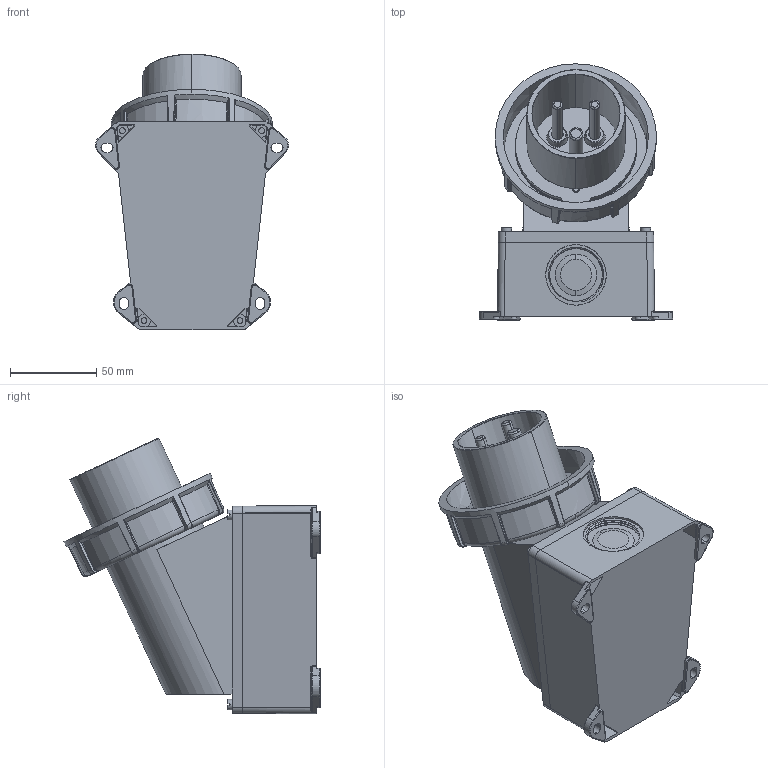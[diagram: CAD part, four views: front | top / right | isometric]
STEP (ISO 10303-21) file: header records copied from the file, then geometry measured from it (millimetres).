
FILE_DESCRIPTION (( 'STEP AP203' ), '1' );
FILE_NAME ('PSR51-032-3-0-67 Âèëêà ñòö. ÑÑÈ-5232 IP67 IEK.STEP', '2025-01-22T12:54:34', ( '' ), ( '' ), 'SwSTEP 2.0', 'SolidWorks 2022', '' );
FILE_SCHEMA (( 'CONFIG_CONTROL_DESIGN' ));
Length unit declared in the file: millimetre
Products named in the file (15): QX100611.stp.STEP^PSR51-032-3-0-67 Вилка стц. ССИ-5232 IP67 IEK; QX10063.stp.STEP^PSR51-032-3-0-67 Вилка стц. ССИ-5232 IP67 IEK; QX10068.stp.STEP^PSR51-032-3-0-67 Вилка стц. ССИ-5232 IP67 IEK; QX10067.stp.STEP^PSR51-032-3-0-67 Вилка стц. ССИ-5232 IP67 IEK; QX10064.stp.STEP^PSR51-032-3-0-67 Вилка стц. ССИ-5232 IP67 IEK; QX100613.stp.STEP^PSR51-032-3-0-67 Вилка стц. ССИ-5232 IP67 IEK; PSR51-032-3-0-67 Вилка стц. ССИ-5232 IP67 IEK; QX10069.stp.STEP^PSR51-032-3-0-67 Вилка стц. ССИ-5232 IP67 IEK; QX10066.stp.STEP^PSR51-032-3-0-67 Вилка стц. ССИ-5232 IP67 IEK; QX10065.stp.STEP^PSR51-032-3-0-67 Вилка стц. ССИ-5232 IP67 IEK; QX100612.stp.STEP^PSR51-032-3-0-67 Вилка стц. ССИ-5232 IP67 IEK; QX10061.stp.STEP^PSR51-032-3-0-67 Вилка стц. ССИ-5232 IP67 IEK; QX100614.stp.STEP^PSR51-032-3-0-67 Вилка стц. ССИ-5232 IP67 IEK; QX100610.stp.STEP^PSR51-032-3-0-67 Вилка стц. ССИ-5232 IP67 IEK; QX10062.stp.STEP^PSR51-032-3-0-67 Вилка стц. ССИ-5232 IP67 IEK
Assembly tree (14 placements, depth 2):
  PSR51-032-3-0-67 Вилка стц. ССИ-5232 IP67 IEK
    QX10061.stp.STEP^PSR51-032-3-0-67 Вилка стц. ССИ-5232 IP67 IEK
    QX10062.stp.STEP^PSR51-032-3-0-67 Вилка стц. ССИ-5232 IP67 IEK
    QX10063.stp.STEP^PSR51-032-3-0-67 Вилка стц. ССИ-5232 IP67 IEK
    QX10064.stp.STEP^PSR51-032-3-0-67 Вилка стц. ССИ-5232 IP67 IEK
    QX10065.stp.STEP^PSR51-032-3-0-67 Вилка стц. ССИ-5232 IP67 IEK
    QX10066.stp.STEP^PSR51-032-3-0-67 Вилка стц. ССИ-5232 IP67 IEK
    QX10067.stp.STEP^PSR51-032-3-0-67 Вилка стц. ССИ-5232 IP67 IEK
    QX10068.stp.STEP^PSR51-032-3-0-67 Вилка стц. ССИ-5232 IP67 IEK
    QX10069.stp.STEP^PSR51-032-3-0-67 Вилка стц. ССИ-5232 IP67 IEK
    QX100610.stp.STEP^PSR51-032-3-0-67 Вилка стц. ССИ-5232 IP67 IEK
    QX100611.stp.STEP^PSR51-032-3-0-67 Вилка стц. ССИ-5232 IP67 IEK
    QX100612.stp.STEP^PSR51-032-3-0-67 Вилка стц. ССИ-5232 IP67 IEK
    QX100613.stp.STEP^PSR51-032-3-0-67 Вилка стц. ССИ-5232 IP67 IEK
    QX100614.stp.STEP^PSR51-032-3-0-67 Вилка стц. ССИ-5232 IP67 IEK
Bounding box: 111.98 x 148.4 x 159.78 mm (x, y, z)
Volume: 225707.2 mm3; surface area: 176937.8 mm2
Topology: 14 solids, 15 shells, 1403 faces, 3600 edges, 2243 vertices
Faces by surface type: plane 450, cylinder 449, bspline 204, torus 137, cone 137, sphere 26
Entity records: 54418 total; most frequent: CARTESIAN_POINT 20739, ORIENTED_EDGE 7150, DIRECTION 6272, EDGE_CURVE 3575, AXIS2_PLACEMENT_3D 2426, VERTEX_POINT 2243, EDGE_LOOP 1510, VECTOR 1420
